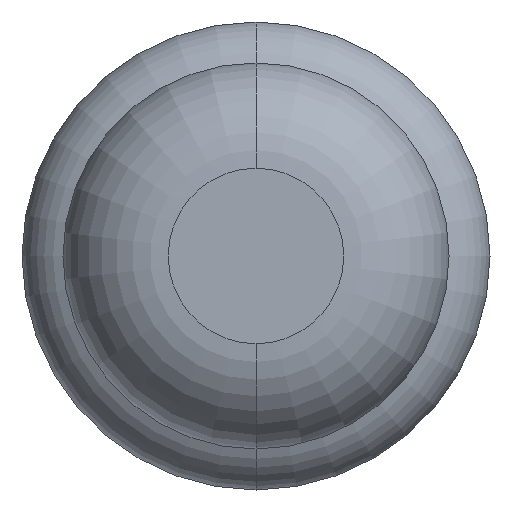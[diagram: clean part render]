
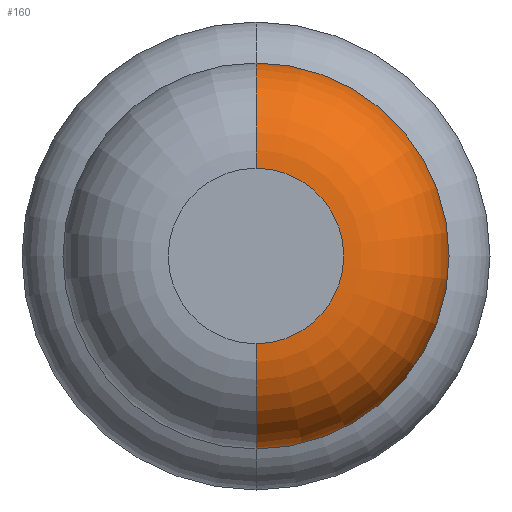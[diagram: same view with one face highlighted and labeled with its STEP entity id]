
A CAD part, front view. The second image highlights one B-rep face of the part: STEP entity #160.
In plain terms, the highlighted toroidal (fillet/blend) face has major radius 0.375 mm and minor radius 0.45 mm.
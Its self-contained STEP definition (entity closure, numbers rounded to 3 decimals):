
#14 = DIRECTION ( 'NONE',  ( 0., 1., 0. ) ) ;
#145 = DIRECTION ( 'NONE',  ( 0., 0., 1. ) ) ;
#160 = ADVANCED_FACE ( 'Defeature ausgef�hrt1_8', ( #1663 ), #559, .T. ) ;
#204 = DIRECTION ( 'NONE',  ( 0., 0., -1. ) ) ;
#231 = DIRECTION ( 'NONE',  ( 1., 0., 0. ) ) ;
#309 = DIRECTION ( 'NONE',  ( 0., 0., 1. ) ) ;
#540 = CARTESIAN_POINT ( 'NONE',  ( 0., -25.55, -0.375 ) ) ;
#559 = TOROIDAL_SURFACE ( 'NONE', #1210, 0.375, 0.45 ) ;
#591 = CARTESIAN_POINT ( 'NONE',  ( 0., -25.55, 0.375 ) ) ;
#830 = CARTESIAN_POINT ( 'NONE',  ( 0., -25.55, 0.825 ) ) ;
#1075 = EDGE_CURVE ( 'Defeature ausgef�hrt1_9+Defeature ausgef�hrt1_8+Defeature ausgef�hrt1_8+Defeature ausgef�hrt1_8', #1582, #1370, #2687, .T. ) ;
#1081 = EDGE_CURVE ( 'NONE', #3597, #1370, #1996, .T. ) ;
#1210 = AXIS2_PLACEMENT_3D ( 'NONE', #3437, #14, #309 ) ;
#1241 = ORIENTED_EDGE ( 'NONE', *, *, #1075, .F. ) ;
#1370 = VERTEX_POINT ( 'NONE', #1534 ) ;
#1515 = CIRCLE ( 'NONE', #2927, 0.375 ) ;
#1534 = CARTESIAN_POINT ( 'NONE',  ( 0., -25.55, -0.825 ) ) ;
#1582 = VERTEX_POINT ( 'NONE', #830 ) ;
#1590 = ORIENTED_EDGE ( 'NONE', *, *, #2931, .T. ) ;
#1638 = CARTESIAN_POINT ( 'NONE',  ( 0., -26., -0.375 ) ) ;
#1663 = FACE_OUTER_BOUND ( 'NONE', #2417, .T. ) ;
#1844 = DIRECTION ( 'NONE',  ( -1., 0., 0. ) ) ;
#1996 = CIRCLE ( 'NONE', #2619, 0.45 ) ;
#2027 = VERTEX_POINT ( 'NONE', #2658 ) ;
#2082 = CARTESIAN_POINT ( 'NONE',  ( 0., -25.55, 0. ) ) ;
#2280 = AXIS2_PLACEMENT_3D ( 'NONE', #2082, #2710, #3935 ) ;
#2417 = EDGE_LOOP ( 'NONE', ( #1590, #2636, #1241, #2616 ) ) ;
#2501 = DIRECTION ( 'NONE',  ( 0., 0., 1. ) ) ;
#2616 = ORIENTED_EDGE ( 'NONE', *, *, #3315, .F. ) ;
#2619 = AXIS2_PLACEMENT_3D ( 'NONE', #540, #231, #204 ) ;
#2636 = ORIENTED_EDGE ( 'NONE', *, *, #1081, .T. ) ;
#2658 = CARTESIAN_POINT ( 'NONE',  ( 0., -26., 0.375 ) ) ;
#2687 = CIRCLE ( 'NONE', #2280, 0.825 ) ;
#2710 = DIRECTION ( 'NONE',  ( 0., 1., 0. ) ) ;
#2769 = CIRCLE ( 'NONE', #3498, 0.45 ) ;
#2927 = AXIS2_PLACEMENT_3D ( 'NONE', #3238, #3891, #145 ) ;
#2931 = EDGE_CURVE ( 'Defeature ausgef�hrt1_8+Defeature ausgef�hrt1_7+Defeature ausgef�hrt1_7+Defeature ausgef�hrt1_7', #2027, #3597, #1515, .T. ) ;
#3238 = CARTESIAN_POINT ( 'NONE',  ( 0., -26., 0. ) ) ;
#3315 = EDGE_CURVE ( 'NONE', #2027, #1582, #2769, .T. ) ;
#3437 = CARTESIAN_POINT ( 'NONE',  ( 0., -25.55, 0. ) ) ;
#3498 = AXIS2_PLACEMENT_3D ( 'NONE', #591, #1844, #2501 ) ;
#3597 = VERTEX_POINT ( 'NONE', #1638 ) ;
#3891 = DIRECTION ( 'NONE',  ( 0., 1., 0. ) ) ;
#3935 = DIRECTION ( 'NONE',  ( 0., 0., 1. ) ) ;
